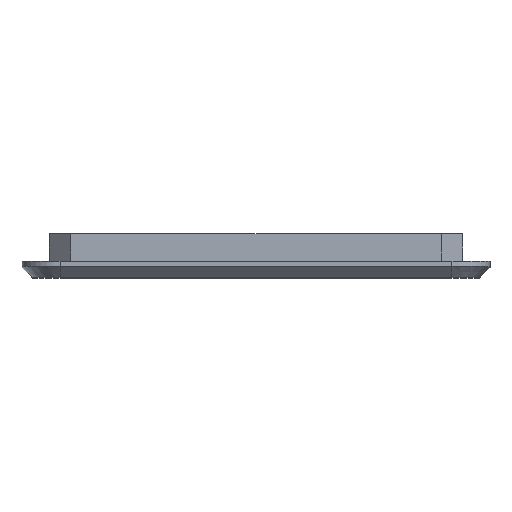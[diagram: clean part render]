
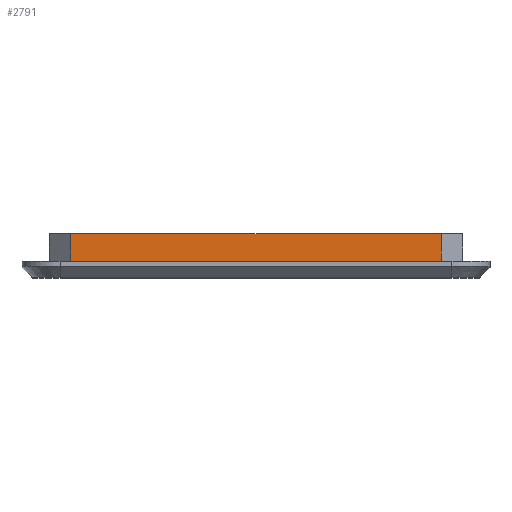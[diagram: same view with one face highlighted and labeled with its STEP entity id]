
A CAD part, top view. The second image highlights one B-rep face of the part: STEP entity #2791.
In plain terms, the highlighted planar face has unit normal (0, 0, 1).
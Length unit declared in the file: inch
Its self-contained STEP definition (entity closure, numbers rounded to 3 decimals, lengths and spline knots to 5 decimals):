
#360=FACE_OUTER_BOUND('',#517,.T.);
#517=EDGE_LOOP('',(#2140,#2141,#2142,#2143));
#707=LINE('',#4229,#943);
#722=LINE('',#4264,#958);
#735=LINE('',#4288,#971);
#742=LINE('',#4301,#978);
#943=VECTOR('',#3113,0.3937);
#958=VECTOR('',#3142,0.3937);
#971=VECTOR('',#3157,0.3937);
#978=VECTOR('',#3176,0.3937);
#1261=VERTEX_POINT('',#4227);
#1262=VERTEX_POINT('',#4228);
#1274=VERTEX_POINT('',#4262);
#1275=VERTEX_POINT('',#4263);
#1574=EDGE_CURVE('',#1261,#1262,#707,.T.);
#1591=EDGE_CURVE('',#1274,#1275,#722,.T.);
#1604=EDGE_CURVE('',#1261,#1275,#735,.T.);
#1611=EDGE_CURVE('',#1262,#1274,#742,.T.);
#2140=ORIENTED_EDGE('',*,*,#1574,.F.);
#2141=ORIENTED_EDGE('',*,*,#1604,.T.);
#2142=ORIENTED_EDGE('',*,*,#1591,.F.);
#2143=ORIENTED_EDGE('',*,*,#1611,.F.);
#2728=PLANE('',#2955);
#2791=ADVANCED_FACE('',(#360),#2728,.T.);
#2955=AXIS2_PLACEMENT_3D('',#4300,#3174,#3175);
#3113=DIRECTION('',(-1.,0.,0.));
#3142=DIRECTION('',(1.,0.,0.));
#3157=DIRECTION('',(0.,1.,0.));
#3174=DIRECTION('center_axis',(0.,0.,1.));
#3175=DIRECTION('ref_axis',(1.,0.,0.));
#3176=DIRECTION('',(0.,1.,0.));
#4227=CARTESIAN_POINT('',(0.77,0.03,0.81));
#4228=CARTESIAN_POINT('',(0.09,0.03,0.81));
#4229=CARTESIAN_POINT('',(0.09,0.03,0.81));
#4262=CARTESIAN_POINT('',(0.09,0.08,0.81));
#4263=CARTESIAN_POINT('',(0.77,0.08,0.81));
#4264=CARTESIAN_POINT('',(0.09,0.08,0.81));
#4288=CARTESIAN_POINT('',(0.77,0.,0.81));
#4300=CARTESIAN_POINT('Origin',(0.09,0.,0.81));
#4301=CARTESIAN_POINT('',(0.09,0.,0.81));
